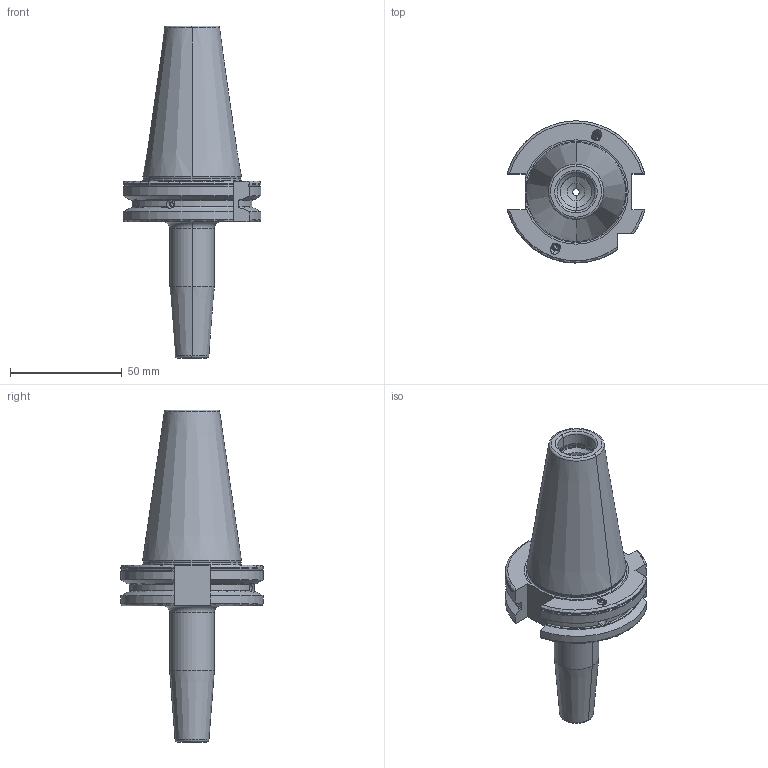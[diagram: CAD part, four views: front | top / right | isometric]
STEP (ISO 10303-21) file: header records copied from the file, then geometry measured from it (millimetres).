
FILE_DESCRIPTION((''),'2;1');
FILE_NAME('DC_403_70_03','2020-11-25T',('104091'),(''),'CREO PARAMETRIC BY PTC INC, 2016260','CREO PARAMETRIC BY PTC INC, 2016260','');
FILE_SCHEMA(('CONFIG_CONTROL_DESIGN'));
Length unit declared in the file: millimetre
Products named in the file (1): DC_403_70_03
Bounding box: 61.48 x 63.54 x 148.4 mm (x, y, z)
Volume: 116057.8 mm3; surface area: 26167.5 mm2
Topology: 1 solids, 1 shells, 180 faces, 450 edges, 275 vertices
Faces by surface type: cone 54, cylinder 46, plane 41, torus 39
Entity records: 5986 total; most frequent: CARTESIAN_POINT 1707, ORIENTED_EDGE 896, DIRECTION 892, EDGE_CURVE 448, AXIS2_PLACEMENT_3D 360, VERTEX_POINT 275, EDGE_LOOP 191, FACE_OUTER_BOUND 180
